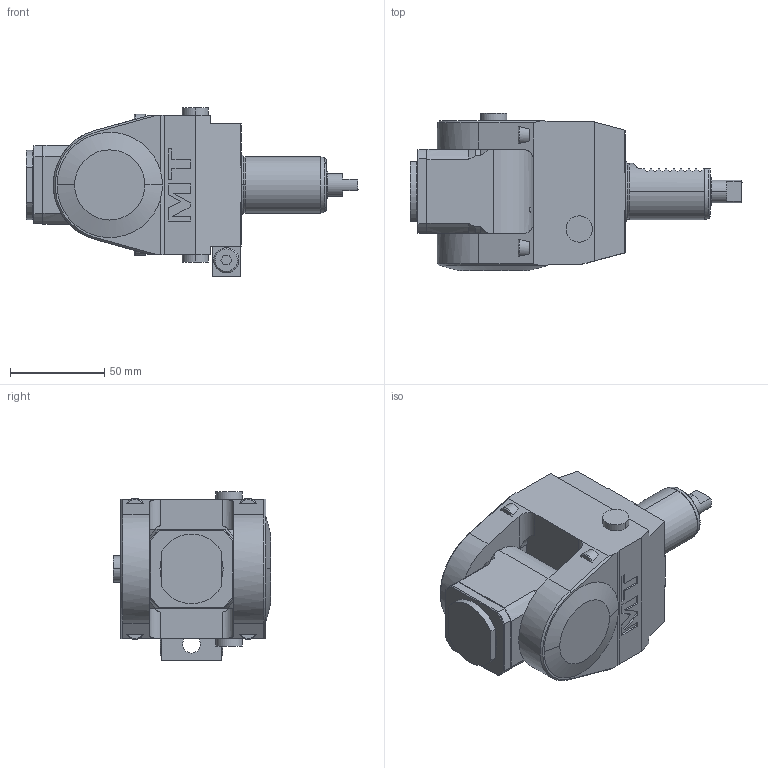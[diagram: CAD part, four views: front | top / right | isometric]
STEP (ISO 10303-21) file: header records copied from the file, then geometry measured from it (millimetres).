
FILE_DESCRIPTION((''),'2;1');
FILE_NAME('DUP0230216_CONF','2024-12-13T16:55:44',('fpalella'),('M.T. srl'),'CREO PARAMETRIC BY PTC INC, 2023352','CREO PARAMETRIC BY PTC INC, 2023352','');
FILE_SCHEMA(('CONFIG_CONTROL_DESIGN'));
Length unit declared in the file: millimetre
Products named in the file (1): DUP0230216_CONF
Bounding box: 176.5 x 83.5 x 89.5 mm (x, y, z)
Volume: 499713.8 mm3; surface area: 56324.8 mm2
Topology: 1 solids, 1 shells, 302 faces, 784 edges, 512 vertices
Faces by surface type: plane 171, cylinder 84, cone 30, torus 12, extrusion 4, bspline 1
Entity records: 10230 total; most frequent: CARTESIAN_POINT 2881, ORIENTED_EDGE 1568, DIRECTION 1427, EDGE_CURVE 784, VERTEX_POINT 512, AXIS2_PLACEMENT_3D 482, VECTOR 463, LINE 459
